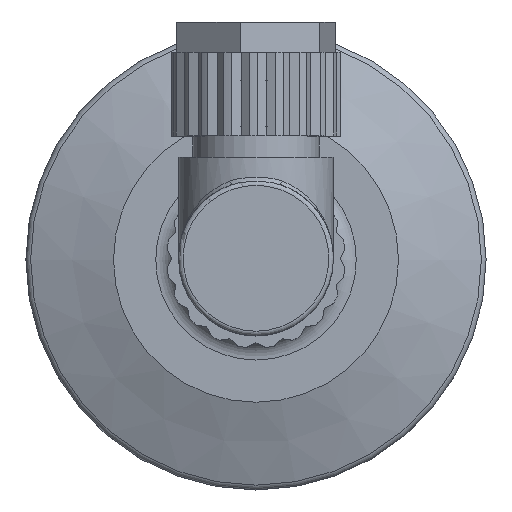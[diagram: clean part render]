
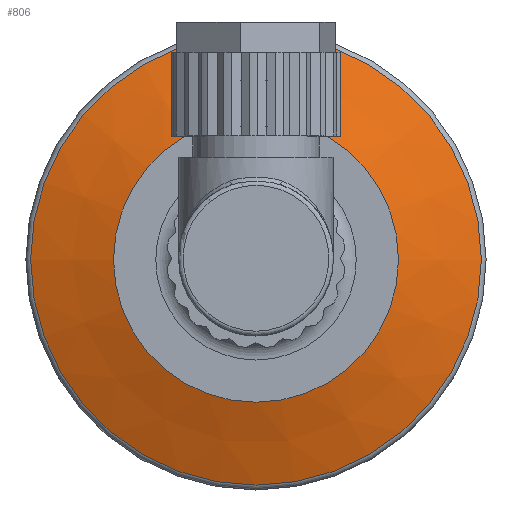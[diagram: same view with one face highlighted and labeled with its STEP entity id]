
A CAD part, top view. The second image highlights one B-rep face of the part: STEP entity #806.
In plain terms, the highlighted conical face has half-angle 70 degrees and reference radius 20.179 mm.
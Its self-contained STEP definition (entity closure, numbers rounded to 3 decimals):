
#806=ADVANCED_FACE('',(#8420,#8422),#8424,.T.);
#8420=FACE_BOUND('',#8421,.T.);
#8421=EDGE_LOOP('',(#15027,#15028));
#8422=FACE_OUTER_BOUND('',#8423,.T.);
#8423=EDGE_LOOP('',(#15029));
#8424=CONICAL_SURFACE('',#8425,20.179,1.222);
#8425=AXIS2_PLACEMENT_3D('',#8426,#8427,#8428);
#8426=CARTESIAN_POINT('',(0.,0.,4.696));
#8427=DIRECTION('',(0.,0.,-1.));
#8428=DIRECTION('',(-1.,0.,0.));
#15027=ORIENTED_EDGE('',*,*,#19647,.T.);
#15028=ORIENTED_EDGE('',*,*,#19648,.T.);
#15029=ORIENTED_EDGE('',*,*,#19644,.F.);
#19644=EDGE_CURVE('',#21960,#21960,#21961,.T.);
#19647=EDGE_CURVE('',#21966,#21967,#21968,.T.);
#19648=EDGE_CURVE('',#21967,#21966,#21969,.T.);
#21960=VERTEX_POINT('',#25859);
#21961=CIRCLE('',#25860,15.634);
#21966=VERTEX_POINT('',#25874);
#21967=VERTEX_POINT('',#25875);
#21968=CIRCLE('',#25876,24.724);
#21969=CIRCLE('',#25880,24.724);
#25859=CARTESIAN_POINT('',(15.634,0.,6.35));
#25860=AXIS2_PLACEMENT_3D('',#25861,#25862,#25863);
#25861=CARTESIAN_POINT('',(0.,0.,6.35));
#25862=DIRECTION('',(0.,0.,1.));
#25863=DIRECTION('',(1.,0.,0.));
#25874=CARTESIAN_POINT('',(24.724,0.,3.042));
#25875=CARTESIAN_POINT('',(-24.724,0.,3.042));
#25876=AXIS2_PLACEMENT_3D('',#25877,#25878,#25879);
#25877=CARTESIAN_POINT('',(0.,0.,3.042));
#25878=DIRECTION('',(0.,0.,1.));
#25879=DIRECTION('',(1.,0.,0.));
#25880=AXIS2_PLACEMENT_3D('',#25881,#25882,#25883);
#25881=CARTESIAN_POINT('',(0.,0.,3.042));
#25882=DIRECTION('',(0.,0.,1.));
#25883=DIRECTION('',(-1.,0.,0.));
